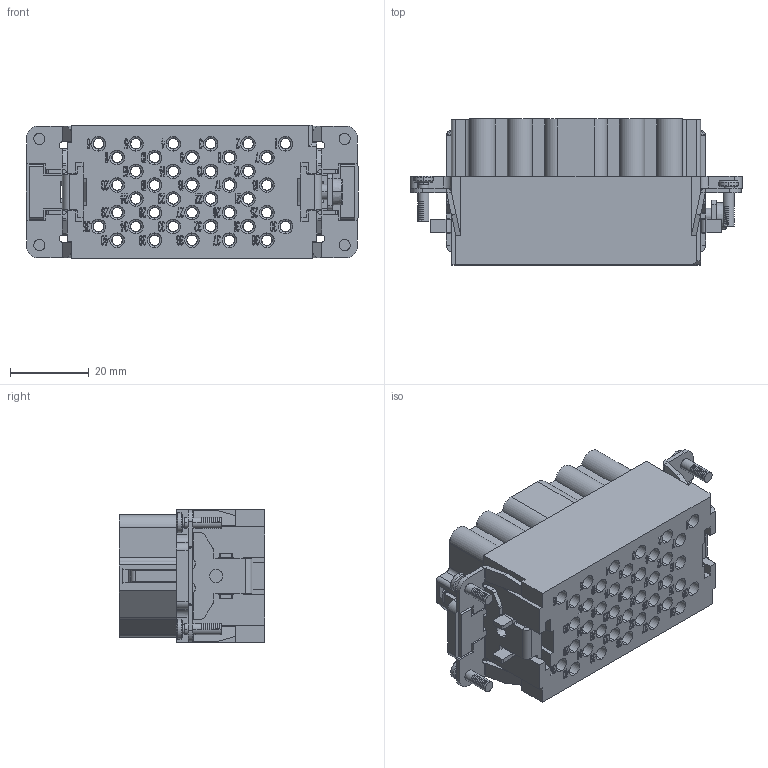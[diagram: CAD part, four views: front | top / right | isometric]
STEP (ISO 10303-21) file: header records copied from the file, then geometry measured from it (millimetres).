
FILE_DESCRIPTION((''),'2;1');
FILE_NAME('HEE040FC','2017-08-16T',('tl.yang'),(''),'PRO/ENGINEER BY PARAMETRIC TECHNOLOGY CORPORATION, 2011500','PRO/ENGINEER BY PARAMETRIC TECHNOLOGY CORPORATION, 2011500','');
FILE_SCHEMA(('CONFIG_CONTROL_DESIGN'));
Products named in the file (1): HEE040FC
Bounding box: 84.3 x 37.05 x 33.8 mm (x, y, z)
Volume: 54794.6 mm3; surface area: 34354.3 mm2
Topology: 1 solids, 1 shells, 6110 faces, 17619 edges, 11770 vertices
Faces by surface type: plane 5543, cylinder 423, torus 82, bspline 44, cone 18
Entity records: 200275 total; most frequent: CARTESIAN_POINT 38835, ORIENTED_EDGE 35234, DIRECTION 30554, EDGE_CURVE 17617, VECTOR 16276, LINE 16276, VERTEX_POINT 11769, AXIS2_PLACEMENT_3D 7139
